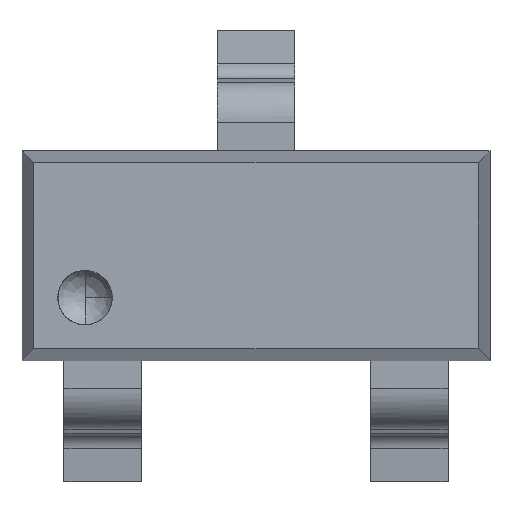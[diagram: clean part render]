
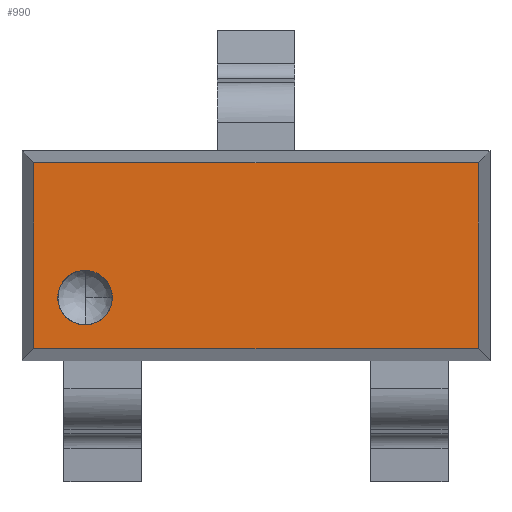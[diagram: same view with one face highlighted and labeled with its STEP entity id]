
A CAD part, top view. The second image highlights one B-rep face of the part: STEP entity #990.
In plain terms, the highlighted planar face has unit normal (0, 0, 1).
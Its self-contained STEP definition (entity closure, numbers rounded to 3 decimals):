
#11=FACE_BOUND('',#1109,.T.);
#244=B_SPLINE_CURVE_WITH_KNOTS('',1,(#3501,#3502),.UNSPECIFIED.,.F.,.F.,
(2,2),(-1.152,0.),.UNSPECIFIED.);
#245=B_SPLINE_CURVE_WITH_KNOTS('',1,(#3503,#3504),.UNSPECIFIED.,.F.,.F.,
(2,2),(-2.752,0.),.UNSPECIFIED.);
#246=B_SPLINE_CURVE_WITH_KNOTS('',1,(#3505,#3506),.UNSPECIFIED.,.F.,.F.,
(2,2),(-1.152,0.),.UNSPECIFIED.);
#247=B_SPLINE_CURVE_WITH_KNOTS('',1,(#3507,#3508),.UNSPECIFIED.,.F.,.F.,
(2,2),(-2.752,0.),.UNSPECIFIED.);
#291=PLANE('',#2128);
#990=ADVANCED_FACE('',(#1049,#11),#291,.T.);
#1049=FACE_OUTER_BOUND('',#1108,.T.);
#1108=EDGE_LOOP('',(#1399,#1400,#1401,#1402));
#1109=EDGE_LOOP('',(#1403,#1404));
#1399=ORIENTED_EDGE('',*,*,#1694,.F.);
#1400=ORIENTED_EDGE('',*,*,#1695,.F.);
#1401=ORIENTED_EDGE('',*,*,#1696,.F.);
#1402=ORIENTED_EDGE('',*,*,#1693,.F.);
#1403=ORIENTED_EDGE('',*,*,#1697,.F.);
#1404=ORIENTED_EDGE('',*,*,#1698,.F.);
#1693=EDGE_CURVE('',#2044,#2045,#244,.T.);
#1694=EDGE_CURVE('',#2046,#2044,#245,.T.);
#1695=EDGE_CURVE('',#2047,#2046,#246,.T.);
#1696=EDGE_CURVE('',#2045,#2047,#247,.T.);
#1697=EDGE_CURVE('',#2048,#2049,#1755,.T.);
#1698=EDGE_CURVE('',#2049,#2048,#1756,.T.);
#1755=(
BOUNDED_CURVE()
B_SPLINE_CURVE(2,(#3509,#3510,#3511,#3512,#3513),.UNSPECIFIED.,.F.,.F.)
B_SPLINE_CURVE_WITH_KNOTS((3,2,3),(0.,0.265,0.531),
 .UNSPECIFIED.)
CURVE()
GEOMETRIC_REPRESENTATION_ITEM()
RATIONAL_B_SPLINE_CURVE((1.,0.707,1.,0.707,1.))
REPRESENTATION_ITEM('')
);
#1756=(
BOUNDED_CURVE()
B_SPLINE_CURVE(2,(#3514,#3515,#3516,#3517,#3518),.UNSPECIFIED.,.F.,.F.)
B_SPLINE_CURVE_WITH_KNOTS((3,2,3),(0.,0.265,0.531),
 .UNSPECIFIED.)
CURVE()
GEOMETRIC_REPRESENTATION_ITEM()
RATIONAL_B_SPLINE_CURVE((1.,0.707,1.,0.707,1.))
REPRESENTATION_ITEM('')
);
#2044=VERTEX_POINT('',#3495);
#2045=VERTEX_POINT('',#3496);
#2046=VERTEX_POINT('',#3497);
#2047=VERTEX_POINT('',#3498);
#2048=VERTEX_POINT('',#3499);
#2049=VERTEX_POINT('',#3500);
#2128=AXIS2_PLACEMENT_3D('',#3494,#2175,$);
#2175=DIRECTION('',(0.,0.,1.));
#3494=CARTESIAN_POINT('',(1.652,-0.692,1.3));
#3495=CARTESIAN_POINT('',(1.376,0.576,1.3));
#3496=CARTESIAN_POINT('',(1.376,-0.576,1.3));
#3497=CARTESIAN_POINT('',(-1.376,0.576,1.3));
#3498=CARTESIAN_POINT('',(-1.376,-0.576,1.3));
#3499=CARTESIAN_POINT('',(-1.06,-0.429,1.3));
#3500=CARTESIAN_POINT('',(-1.06,-0.091,1.3));
#3501=CARTESIAN_POINT('',(1.376,0.576,1.3));
#3502=CARTESIAN_POINT('',(1.376,-0.576,1.3));
#3503=CARTESIAN_POINT('',(-1.376,0.576,1.3));
#3504=CARTESIAN_POINT('',(1.376,0.576,1.3));
#3505=CARTESIAN_POINT('',(-1.376,-0.576,1.3));
#3506=CARTESIAN_POINT('',(-1.376,0.576,1.3));
#3507=CARTESIAN_POINT('',(1.376,-0.576,1.3));
#3508=CARTESIAN_POINT('',(-1.376,-0.576,1.3));
#3509=CARTESIAN_POINT('',(-1.06,-0.429,1.3));
#3510=CARTESIAN_POINT('',(-0.891,-0.429,1.3));
#3511=CARTESIAN_POINT('',(-0.891,-0.26,1.3));
#3512=CARTESIAN_POINT('',(-0.891,-0.091,1.3));
#3513=CARTESIAN_POINT('',(-1.06,-0.091,1.3));
#3514=CARTESIAN_POINT('',(-1.06,-0.091,1.3));
#3515=CARTESIAN_POINT('',(-1.229,-0.091,1.3));
#3516=CARTESIAN_POINT('',(-1.229,-0.26,1.3));
#3517=CARTESIAN_POINT('',(-1.229,-0.429,1.3));
#3518=CARTESIAN_POINT('',(-1.06,-0.429,1.3));
